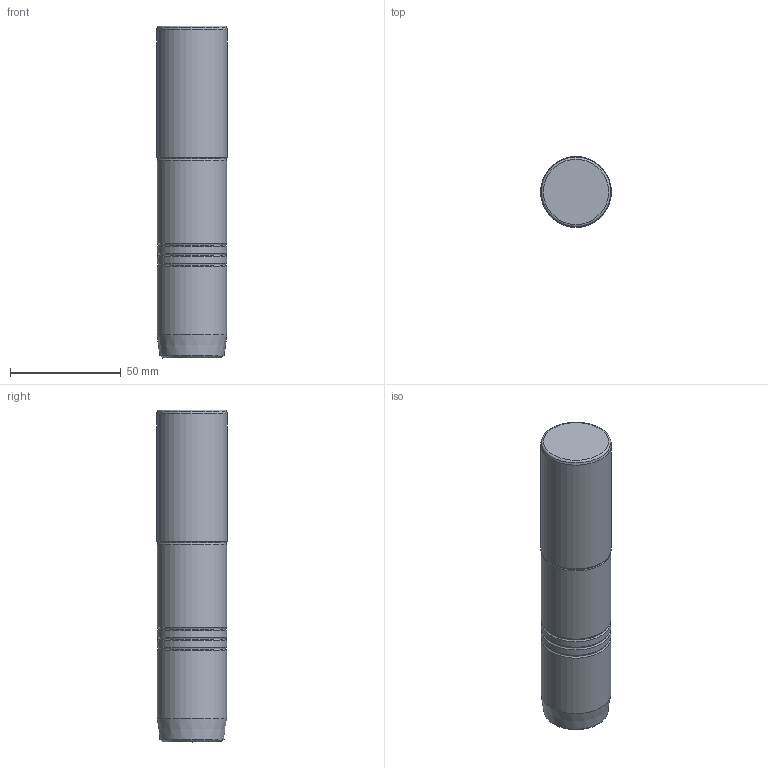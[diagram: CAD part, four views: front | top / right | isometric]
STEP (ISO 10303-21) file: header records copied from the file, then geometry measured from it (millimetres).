
FILE_DESCRIPTION(/* description */ (''),/* implementation_level */ '2;1');
FILE_NAME(/* name */ 'ST32-HC20-90_Basic.stp',/* time_stamp */ '2022-05-02T16:44:15+05:00',/* author */ (''),/* organization */ (''),/* preprocessor_version */ 'ST-DEVELOPER v16.7',/* originating_system */ 'SIEMENS PLM Software NX 12.0',/* authorisation */ '');
FILE_SCHEMA (('AUTOMOTIVE_DESIGN { 1 0 10303 214 3 1 1 1 }'));
Length unit declared in the file: millimetre
Products named in the file (1): inpu1EECA5248od8
Bounding box: 32 x 32 x 150 mm (x, y, z)
Volume: 101381.1 mm3; surface area: 19573.8 mm2
Topology: 1 solids, 1 shells, 22 faces, 47 edges, 31 vertices
Faces by surface type: torus 9, cylinder 6, cone 4, plane 3
Full cylindrical faces by diameter (mm): 20 x1, 31.5 x4, 32 x1
Entity records: 521 total; most frequent: DIRECTION 96, CARTESIAN_POINT 73, AXIS2_PLACEMENT_3D 47, ORIENTED_EDGE 46, EDGE_LOOP 40, FACE_BOUND 36, EDGE_CURVE 23, ADVANCED_FACE 22
